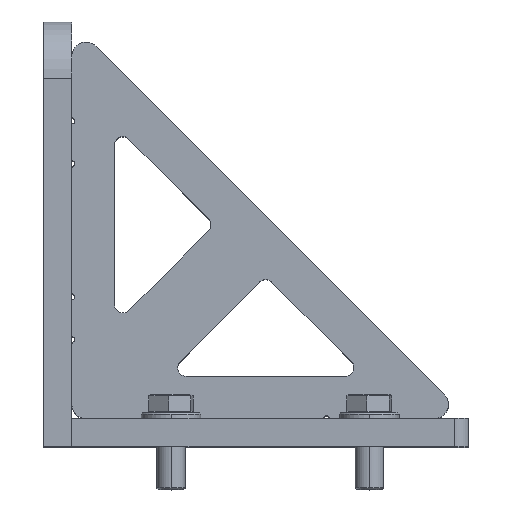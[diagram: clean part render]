
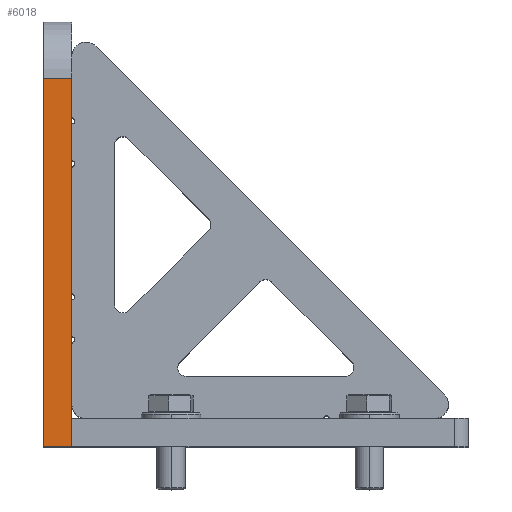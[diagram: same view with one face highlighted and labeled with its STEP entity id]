
A CAD part, top view. The second image highlights one B-rep face of the part: STEP entity #6018.
In plain terms, the highlighted face is planar.
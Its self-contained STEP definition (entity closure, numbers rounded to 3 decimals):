
#80 = VECTOR ( 'NONE', #1303, 1000. ) ;
#364 = CARTESIAN_POINT ( 'NONE',  ( -75., 75., 10. ) ) ;
#373 = CARTESIAN_POINT ( 'NONE',  ( -75., -75., 10. ) ) ;
#433 = VERTEX_POINT ( 'NONE', #5127 ) ;
#447 = DIRECTION ( 'NONE',  ( 0., 0., -1. ) ) ;
#605 = EDGE_CURVE ( 'NONE', #4150, #433, #6579, .T. ) ;
#1143 = FACE_OUTER_BOUND ( 'NONE', #5458, .T. ) ;
#1242 = DIRECTION ( 'NONE',  ( 0., 0., -1. ) ) ;
#1256 = CARTESIAN_POINT ( 'NONE',  ( -75., 55., 10. ) ) ;
#1303 = DIRECTION ( 'NONE',  ( 0., 0., -1. ) ) ;
#1369 = VERTEX_POINT ( 'NONE', #373 ) ;
#1542 = CARTESIAN_POINT ( 'NONE',  ( -75., 55., 10. ) ) ;
#1677 = PLANE ( 'NONE',  #7094 ) ;
#1822 = LINE ( 'NONE', #7715, #4667 ) ;
#2349 = DIRECTION ( 'NONE',  ( 0., -1., 0. ) ) ;
#3100 = EDGE_CURVE ( 'NONE', #1369, #3399, #3225, .T. ) ;
#3225 = LINE ( 'NONE', #7272, #5308 ) ;
#3282 = VECTOR ( 'NONE', #6608, 1000. ) ;
#3399 = VERTEX_POINT ( 'NONE', #7163 ) ;
#3576 = ORIENTED_EDGE ( 'NONE', *, *, #6665, .F. ) ;
#3891 = ORIENTED_EDGE ( 'NONE', *, *, #605, .T. ) ;
#3929 = CARTESIAN_POINT ( 'NONE',  ( -75., 75., 10. ) ) ;
#4150 = VERTEX_POINT ( 'NONE', #1542 ) ;
#4667 = VECTOR ( 'NONE', #2349, 1000. ) ;
#5025 = ORIENTED_EDGE ( 'NONE', *, *, #3100, .F. ) ;
#5127 = CARTESIAN_POINT ( 'NONE',  ( -75., 55., 0. ) ) ;
#5308 = VECTOR ( 'NONE', #1242, 1000. ) ;
#5458 = EDGE_LOOP ( 'NONE', ( #3576, #3891, #7177, #5025 ) ) ;
#5725 = DIRECTION ( 'NONE',  ( 1., 0., 0. ) ) ;
#6018 = ADVANCED_FACE ( 'NONE', ( #1143 ), #1677, .F. ) ;
#6566 = LINE ( 'NONE', #3929, #3282 ) ;
#6579 = LINE ( 'NONE', #1256, #80 ) ;
#6608 = DIRECTION ( 'NONE',  ( 0., -1., 0. ) ) ;
#6665 = EDGE_CURVE ( 'NONE', #4150, #1369, #6566, .T. ) ;
#7094 = AXIS2_PLACEMENT_3D ( 'NONE', #364, #5725, #447 ) ;
#7163 = CARTESIAN_POINT ( 'NONE',  ( -75., -75., 0. ) ) ;
#7177 = ORIENTED_EDGE ( 'NONE', *, *, #8157, .T. ) ;
#7272 = CARTESIAN_POINT ( 'NONE',  ( -75., -75., 10. ) ) ;
#7715 = CARTESIAN_POINT ( 'NONE',  ( -75., 75., 0. ) ) ;
#8157 = EDGE_CURVE ( 'NONE', #433, #3399, #1822, .T. ) ;
